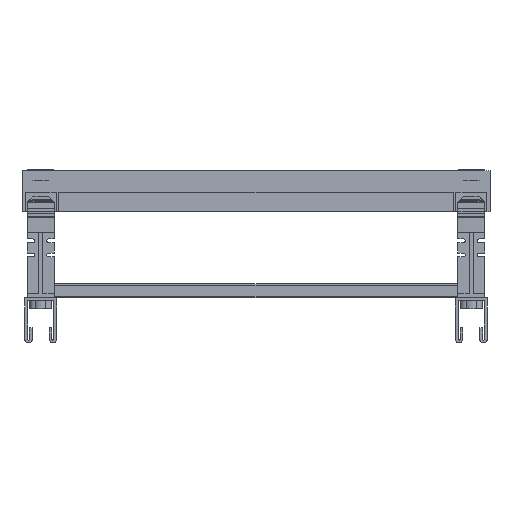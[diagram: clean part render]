
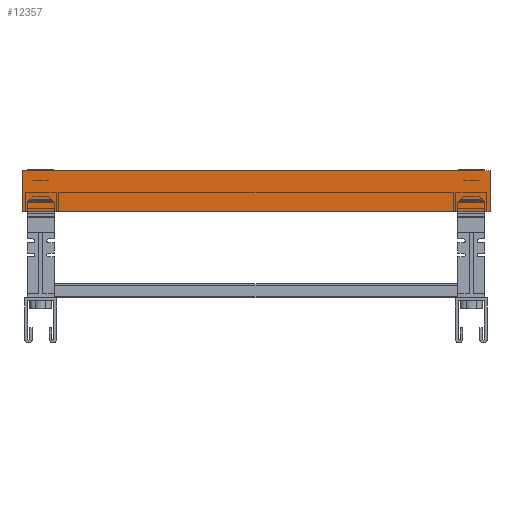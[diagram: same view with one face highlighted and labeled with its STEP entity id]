
A CAD part, front view. The second image highlights one B-rep face of the part: STEP entity #12357.
In plain terms, the highlighted planar face has unit normal (0, -1, 0).
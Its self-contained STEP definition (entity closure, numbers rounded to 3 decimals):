
#12357=ADVANCED_FACE('',(#24474),#24475,.F.);
#24474=FACE_OUTER_BOUND('',#36326,.T.);
#24475=PLANE('',#36327);
#36326=EDGE_LOOP('',(#72579,#72580,#72581,#72582));
#36327=AXIS2_PLACEMENT_3D('',#72583,#72584,#72585);
#72579=ORIENTED_EDGE('',*,*,#87179,.T.);
#72580=ORIENTED_EDGE('',*,*,#87180,.T.);
#72581=ORIENTED_EDGE('',*,*,#87181,.T.);
#72582=ORIENTED_EDGE('',*,*,#86366,.T.);
#72583=CARTESIAN_POINT('',(125.0,0.0,81.001));
#72584=DIRECTION('',(-0.0,1.0,0.0));
#72585=DIRECTION('',(1.0,0.0,0.0));
#86366=EDGE_CURVE('',#107508,#107506,#107509,.T.);
#87179=EDGE_CURVE('',#107506,#108701,#108702,.T.);
#87180=EDGE_CURVE('',#108701,#108703,#108704,.T.);
#87181=EDGE_CURVE('',#108703,#107508,#108705,.T.);
#107506=VERTEX_POINT('',#138268);
#107508=VERTEX_POINT('',#138271);
#107509=LINE('',#138272,#138273);
#108701=VERTEX_POINT('',#139952);
#108702=LINE('',#139953,#139954);
#108703=VERTEX_POINT('',#139955);
#108704=LINE('',#139956,#139957);
#108705=LINE('',#139958,#139959);
#138268=CARTESIAN_POINT('',(250.0,0.0,70.001));
#138271=CARTESIAN_POINT('',(0.0,0.0,70.001));
#138272=CARTESIAN_POINT('',(125.0,0.0,70.001));
#138273=VECTOR('',#156501,1.0);
#139952=CARTESIAN_POINT('',(250.0,0.0,92.001));
#139953=CARTESIAN_POINT('',(250.0,0.0,81.001));
#139954=VECTOR('',#157387,1.0);
#139955=CARTESIAN_POINT('',(0.0,0.0,92.001));
#139956=CARTESIAN_POINT('',(125.0,0.0,92.001));
#139957=VECTOR('',#157388,1.0);
#139958=CARTESIAN_POINT('',(0.0,0.0,81.001));
#139959=VECTOR('',#157389,1.0);
#156501=DIRECTION('',(1.0,0.0,0.0));
#157387=DIRECTION('',(0.0,0.0,1.0));
#157388=DIRECTION('',(-1.0,0.0,0.0));
#157389=DIRECTION('',(0.0,0.0,-1.0));
